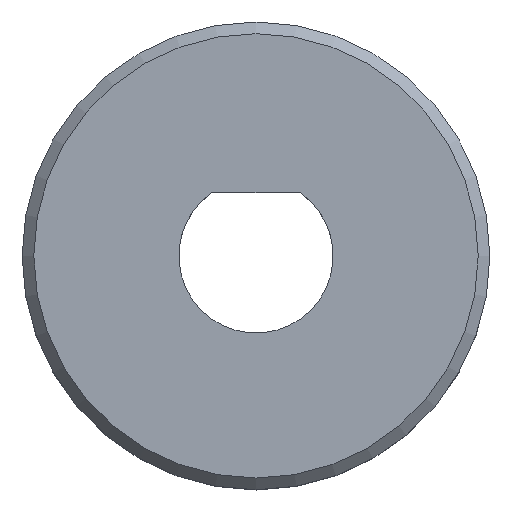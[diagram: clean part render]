
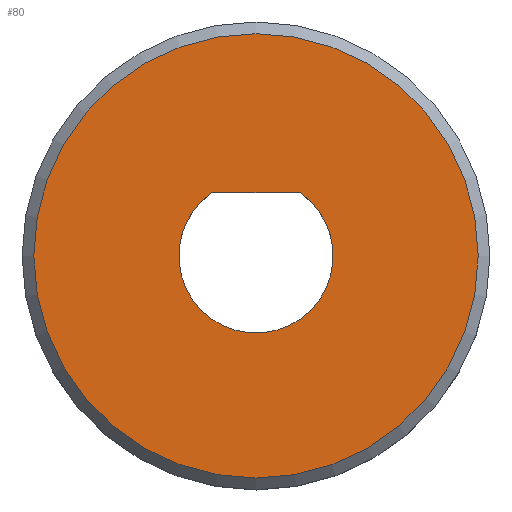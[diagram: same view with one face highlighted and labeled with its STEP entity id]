
A CAD part, top view. The second image highlights one B-rep face of the part: STEP entity #80.
In plain terms, the highlighted planar face has unit normal (0, 0, 1).
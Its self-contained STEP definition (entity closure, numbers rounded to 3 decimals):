
#80 = ADVANCED_FACE( '', ( #95, #96 ), #97, .F. );
#95 = FACE_OUTER_BOUND( '', #111, .T. );
#96 = FACE_BOUND( '', #112, .T. );
#97 = PLANE( '', #113 );
#111 = EDGE_LOOP( '', ( #144 ) );
#112 = EDGE_LOOP( '', ( #145, #146 ) );
#113 = AXIS2_PLACEMENT_3D( '', #147, #148, #149 );
#144 = ORIENTED_EDGE( '', *, *, #154, .T. );
#145 = ORIENTED_EDGE( '', *, *, #152, .T. );
#146 = ORIENTED_EDGE( '', *, *, #157, .T. );
#147 = CARTESIAN_POINT( '', ( 0., 0., 6. ) );
#148 = DIRECTION( '', ( 0., 0., -1. ) );
#149 = DIRECTION( '', ( -1., 0., 0. ) );
#152 = EDGE_CURVE( '', #164, #162, #165, .T. );
#154 = EDGE_CURVE( '', #167, #167, #168, .F. );
#157 = EDGE_CURVE( '', #162, #164, #172, .T. );
#162 = VERTEX_POINT( '', #179 );
#164 = VERTEX_POINT( '', #182 );
#165 = LINE( '', #183, #184 );
#167 = VERTEX_POINT( '', #187 );
#168 = CIRCLE( '', #188, 9.5 );
#172 = CIRCLE( '', #192, 3.3 );
#179 = CARTESIAN_POINT( '', ( 1.897, 2.7, 6. ) );
#182 = CARTESIAN_POINT( '', ( -1.897, 2.7, 6. ) );
#183 = CARTESIAN_POINT( '', ( 1.897, 2.7, 6. ) );
#184 = VECTOR( '', #197, 1000. );
#187 = CARTESIAN_POINT( '', ( -9.5, 0., 6. ) );
#188 = AXIS2_PLACEMENT_3D( '', #199, #200, #201 );
#192 = AXIS2_PLACEMENT_3D( '', #208, #209, #210 );
#197 = DIRECTION( '', ( 1., 0., 0. ) );
#199 = CARTESIAN_POINT( '', ( 0., 0., 6. ) );
#200 = DIRECTION( '', ( 0., 0., -1. ) );
#201 = DIRECTION( '', ( -1., 0., 0. ) );
#208 = CARTESIAN_POINT( '', ( 0., 0., 6. ) );
#209 = DIRECTION( '', ( 0., 0., -1. ) );
#210 = DIRECTION( '', ( 0., 1., 0. ) );
